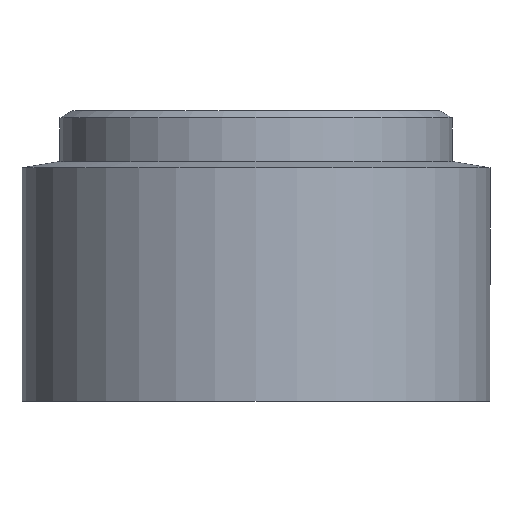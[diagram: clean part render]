
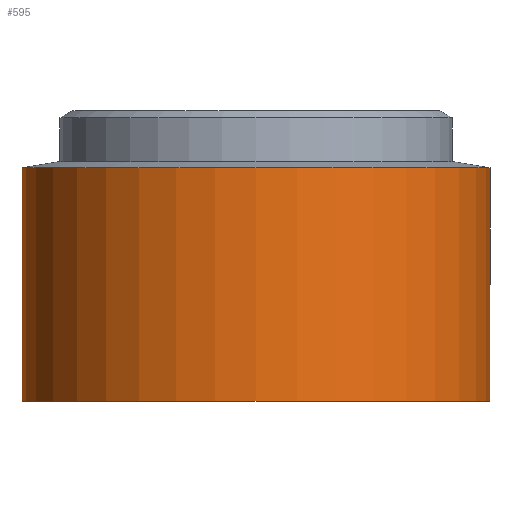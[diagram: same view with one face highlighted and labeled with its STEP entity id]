
A CAD part, left-side view. The second image highlights one B-rep face of the part: STEP entity #595.
In plain terms, the highlighted cylindrical face has radius 18.5 mm (diameter 37 mm), a partial arc.
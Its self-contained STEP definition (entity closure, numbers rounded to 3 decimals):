
#12 = CARTESIAN_POINT ( 'NONE',  ( 0., 0., -23. ) ) ;
#33 = LINE ( 'NONE', #413, #120 ) ;
#48 = DIRECTION ( 'NONE',  ( 0., 0., -1. ) ) ;
#51 = AXIS2_PLACEMENT_3D ( 'NONE', #165, #588, #233 ) ;
#58 = VERTEX_POINT ( 'NONE', #77 ) ;
#67 = VERTEX_POINT ( 'NONE', #425 ) ;
#77 = CARTESIAN_POINT ( 'NONE',  ( 0., 18.5, -4.53 ) ) ;
#93 = AXIS2_PLACEMENT_3D ( 'NONE', #12, #431, #127 ) ;
#96 = CARTESIAN_POINT ( 'NONE',  ( 0., -18.5, -36.145 ) ) ;
#120 = VECTOR ( 'NONE', #48, 1000. ) ;
#127 = DIRECTION ( 'NONE',  ( 0., 1., 0. ) ) ;
#147 = ORIENTED_EDGE ( 'NONE', *, *, #246, .T. ) ;
#164 = CARTESIAN_POINT ( 'NONE',  ( 0., 0., -36.145 ) ) ;
#165 = CARTESIAN_POINT ( 'NONE',  ( 0., 0., -4.53 ) ) ;
#194 = CIRCLE ( 'NONE', #51, 18.5 ) ;
#204 = VERTEX_POINT ( 'NONE', #445 ) ;
#216 = VECTOR ( 'NONE', #631, 1000. ) ;
#231 = VERTEX_POINT ( 'NONE', #627 ) ;
#233 = DIRECTION ( 'NONE',  ( 0., 1., 0. ) ) ;
#246 = EDGE_CURVE ( 'NONE', #231, #58, #194, .T. ) ;
#278 = CYLINDRICAL_SURFACE ( 'NONE', #511, 18.5 ) ;
#317 = EDGE_CURVE ( 'NONE', #231, #204, #380, .T. ) ;
#323 = ORIENTED_EDGE ( 'NONE', *, *, #596, .T. ) ;
#359 = EDGE_CURVE ( 'NONE', #204, #67, #655, .T. ) ;
#380 = LINE ( 'NONE', #96, #216 ) ;
#413 = CARTESIAN_POINT ( 'NONE',  ( 0., 18.5, -36.145 ) ) ;
#423 = ORIENTED_EDGE ( 'NONE', *, *, #359, .F. ) ;
#425 = CARTESIAN_POINT ( 'NONE',  ( 0., 18.5, -23. ) ) ;
#431 = DIRECTION ( 'NONE',  ( 0., 0., -1. ) ) ;
#445 = CARTESIAN_POINT ( 'NONE',  ( 0., -18.5, -23. ) ) ;
#511 = AXIS2_PLACEMENT_3D ( 'NONE', #164, #586, #647 ) ;
#520 = ORIENTED_EDGE ( 'NONE', *, *, #317, .F. ) ;
#565 = EDGE_LOOP ( 'NONE', ( #520, #147, #323, #423 ) ) ;
#586 = DIRECTION ( 'NONE',  ( 0., 0., -1. ) ) ;
#588 = DIRECTION ( 'NONE',  ( 0., 0., -1. ) ) ;
#595 = ADVANCED_FACE ( 'NONE', ( #659 ), #278, .T. ) ;
#596 = EDGE_CURVE ( 'NONE', #58, #67, #33, .T. ) ;
#627 = CARTESIAN_POINT ( 'NONE',  ( 0., -18.5, -4.53 ) ) ;
#631 = DIRECTION ( 'NONE',  ( 0., 0., -1. ) ) ;
#647 = DIRECTION ( 'NONE',  ( 0., 1., 0. ) ) ;
#655 = CIRCLE ( 'NONE', #93, 18.5 ) ;
#659 = FACE_OUTER_BOUND ( 'NONE', #565, .T. ) ;
